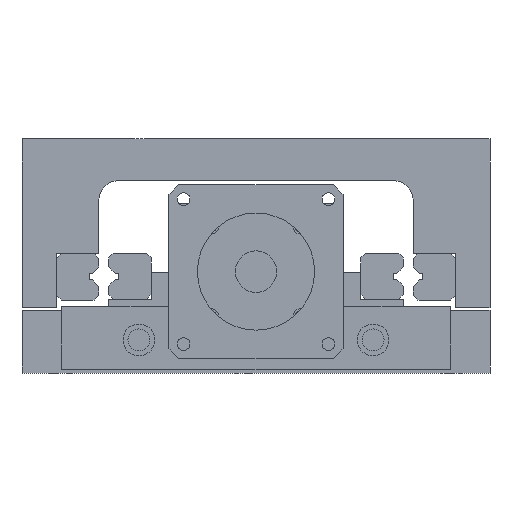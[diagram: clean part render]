
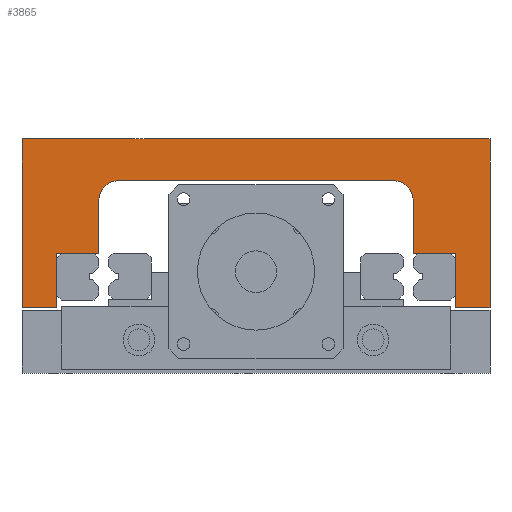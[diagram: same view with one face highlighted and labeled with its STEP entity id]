
A CAD part, front view. The second image highlights one B-rep face of the part: STEP entity #3865.
In plain terms, the highlighted planar face has unit normal (0, -1, 0).
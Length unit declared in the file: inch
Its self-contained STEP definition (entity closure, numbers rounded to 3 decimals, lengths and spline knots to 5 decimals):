
#3415=CARTESIAN_POINT('',(-2.558,-4.0,-1.08));
#3416=VERTEX_POINT('',#3415);
#3423=CARTESIAN_POINT('',(-2.998,-4.0,-1.08));
#3424=VERTEX_POINT('',#3423);
#3425=CARTESIAN_POINT('',(-2.998,-4.0,-1.08));
#3426=DIRECTION('',(1.0,0.0,0.0));
#3427=VECTOR('',#3426,0.44);
#3428=LINE('',#3425,#3427);
#3429=EDGE_CURVE('',#3424,#3416,#3428,.T.);
#3446=CARTESIAN_POINT('',(-2.558,-4.0,-0.391));
#3447=VERTEX_POINT('',#3446);
#3454=CARTESIAN_POINT('',(-2.558,-4.0,-1.08));
#3455=DIRECTION('',(0.0,0.0,1.0));
#3456=VECTOR('',#3455,0.689);
#3457=LINE('',#3454,#3456);
#3458=EDGE_CURVE('',#3416,#3447,#3457,.T.);
#3470=CARTESIAN_POINT('',(-2.013,-4.0,-0.391));
#3471=VERTEX_POINT('',#3470);
#3478=CARTESIAN_POINT('',(-2.558,-4.0,-0.391));
#3479=DIRECTION('',(1.0,0.0,0.0));
#3480=VECTOR('',#3479,0.545);
#3481=LINE('',#3478,#3480);
#3482=EDGE_CURVE('',#3447,#3471,#3481,.T.);
#3494=CARTESIAN_POINT('',(-2.013,-4.0,0.29447));
#3495=VERTEX_POINT('',#3494);
#3502=CARTESIAN_POINT('',(-2.013,-4.0,-0.391));
#3503=DIRECTION('',(0.0,0.0,1.0));
#3504=VECTOR('',#3503,0.68547);
#3505=LINE('',#3502,#3504);
#3506=EDGE_CURVE('',#3471,#3495,#3505,.T.);
#3518=CARTESIAN_POINT('',(-1.763,-4.0,0.54447));
#3519=VERTEX_POINT('',#3518);
#3526=CARTESIAN_POINT('',(-1.763,-4.0,0.29447));
#3527=DIRECTION('',(0.0,1.0,0.0));
#3528=DIRECTION('',(0.0,0.0,-1.0));
#3529=AXIS2_PLACEMENT_3D('',#3526,#3527,#3528);
#3530=CIRCLE('',#3529,0.25);
#3531=EDGE_CURVE('',#3495,#3519,#3530,.T.);
#3543=CARTESIAN_POINT('',(1.763,-4.0,0.54447));
#3544=VERTEX_POINT('',#3543);
#3551=CARTESIAN_POINT('',(-1.763,-4.0,0.54447));
#3552=DIRECTION('',(1.0,0.0,0.0));
#3553=VECTOR('',#3552,3.526);
#3554=LINE('',#3551,#3553);
#3555=EDGE_CURVE('',#3519,#3544,#3554,.T.);
#3615=CARTESIAN_POINT('',(2.013,-4.0,0.29447));
#3616=VERTEX_POINT('',#3615);
#3623=CARTESIAN_POINT('',(1.763,-4.0,0.29447));
#3624=DIRECTION('',(0.0,1.0,0.0));
#3625=DIRECTION('',(-1.0,0.0,0.0));
#3626=AXIS2_PLACEMENT_3D('',#3623,#3624,#3625);
#3627=CIRCLE('',#3626,0.25);
#3628=EDGE_CURVE('',#3544,#3616,#3627,.T.);
#3640=CARTESIAN_POINT('',(2.013,-4.0,-0.391));
#3641=VERTEX_POINT('',#3640);
#3648=CARTESIAN_POINT('',(2.013,-4.0,0.29447));
#3649=DIRECTION('',(0.0,0.0,-1.0));
#3650=VECTOR('',#3649,0.68547);
#3651=LINE('',#3648,#3650);
#3652=EDGE_CURVE('',#3616,#3641,#3651,.T.);
#3664=CARTESIAN_POINT('',(2.558,-4.0,-0.391));
#3665=VERTEX_POINT('',#3664);
#3672=CARTESIAN_POINT('',(2.013,-4.0,-0.391));
#3673=DIRECTION('',(1.0,0.0,0.0));
#3674=VECTOR('',#3673,0.545);
#3675=LINE('',#3672,#3674);
#3676=EDGE_CURVE('',#3641,#3665,#3675,.T.);
#3688=CARTESIAN_POINT('',(2.558,-4.0,-1.08));
#3689=VERTEX_POINT('',#3688);
#3696=CARTESIAN_POINT('',(2.558,-4.0,-0.391));
#3697=DIRECTION('',(0.0,0.0,-1.0));
#3698=VECTOR('',#3697,0.689);
#3699=LINE('',#3696,#3698);
#3700=EDGE_CURVE('',#3665,#3689,#3699,.T.);
#3712=CARTESIAN_POINT('',(2.998,-4.0,-1.08));
#3713=VERTEX_POINT('',#3712);
#3720=CARTESIAN_POINT('',(2.558,-4.0,-1.08));
#3721=DIRECTION('',(1.0,0.0,0.0));
#3722=VECTOR('',#3721,0.44);
#3723=LINE('',#3720,#3722);
#3724=EDGE_CURVE('',#3689,#3713,#3723,.T.);
#3736=CARTESIAN_POINT('',(2.998,-4.0,1.08));
#3737=VERTEX_POINT('',#3736);
#3744=CARTESIAN_POINT('',(2.998,-4.0,-1.08));
#3745=DIRECTION('',(0.0,0.0,1.0));
#3746=VECTOR('',#3745,2.16);
#3747=LINE('',#3744,#3746);
#3748=EDGE_CURVE('',#3713,#3737,#3747,.T.);
#3760=CARTESIAN_POINT('',(-2.998,-4.0,1.08));
#3761=VERTEX_POINT('',#3760);
#3768=CARTESIAN_POINT('',(2.998,-4.0,1.08));
#3769=DIRECTION('',(-1.0,0.0,0.0));
#3770=VECTOR('',#3769,5.996);
#3771=LINE('',#3768,#3770);
#3772=EDGE_CURVE('',#3737,#3761,#3771,.T.);
#3833=CARTESIAN_POINT('',(-2.998,-4.0,1.08));
#3834=DIRECTION('',(0.0,0.0,-1.0));
#3835=VECTOR('',#3834,2.16);
#3836=LINE('',#3833,#3835);
#3837=EDGE_CURVE('',#3761,#3424,#3836,.T.);
#3844=CARTESIAN_POINT('',(0.,-4.,0.32527));
#3845=DIRECTION('',(0.0,1.0,0.0));
#3846=DIRECTION('',(0.0,0.0,1.0));
#3847=AXIS2_PLACEMENT_3D('',#3844,#3845,#3846);
#3848=PLANE('',#3847);
#3849=ORIENTED_EDGE('',*,*,#3837,.T.);
#3850=ORIENTED_EDGE('',*,*,#3429,.T.);
#3851=ORIENTED_EDGE('',*,*,#3458,.T.);
#3852=ORIENTED_EDGE('',*,*,#3482,.T.);
#3853=ORIENTED_EDGE('',*,*,#3506,.T.);
#3854=ORIENTED_EDGE('',*,*,#3531,.T.);
#3855=ORIENTED_EDGE('',*,*,#3555,.T.);
#3856=ORIENTED_EDGE('',*,*,#3628,.T.);
#3857=ORIENTED_EDGE('',*,*,#3652,.T.);
#3858=ORIENTED_EDGE('',*,*,#3676,.T.);
#3859=ORIENTED_EDGE('',*,*,#3700,.T.);
#3860=ORIENTED_EDGE('',*,*,#3724,.T.);
#3861=ORIENTED_EDGE('',*,*,#3748,.T.);
#3862=ORIENTED_EDGE('',*,*,#3772,.T.);
#3863=EDGE_LOOP('',(#3849,#3850,#3851,#3852,#3853,#3854,#3855,#3856,#3857,#3858,#3859,#3860,#3861,#3862));
#3864=FACE_OUTER_BOUND('',#3863,.T.);
#3865=ADVANCED_FACE('',(#3864),#3848,.F.);
